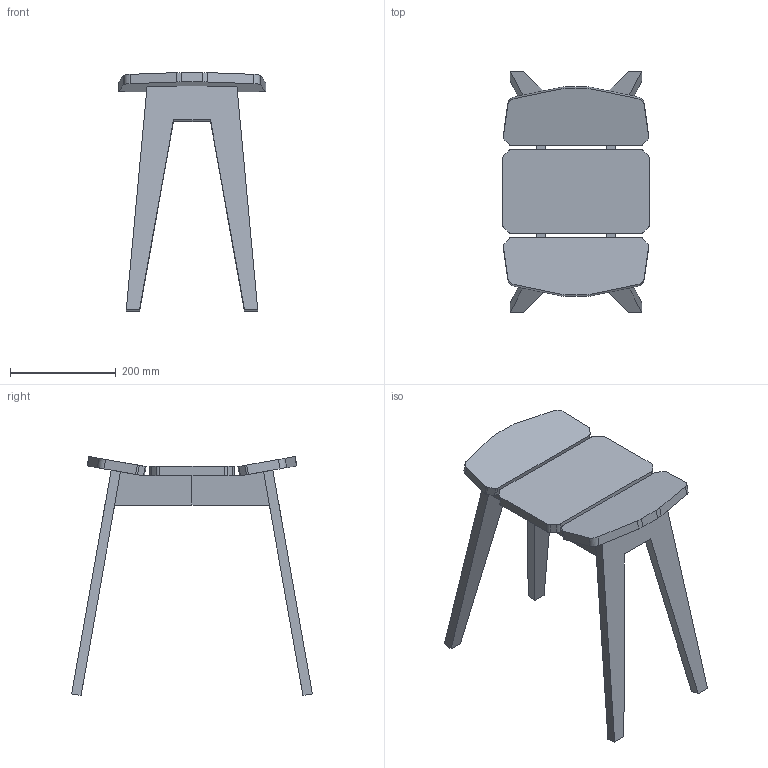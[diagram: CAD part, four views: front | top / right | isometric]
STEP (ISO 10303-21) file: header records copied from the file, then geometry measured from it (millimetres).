
FILE_DESCRIPTION(('FreeCAD Model'),'2;1');
FILE_NAME('StoolSTEP.step', '2015-05-14T19:56:07',('Author'),(''), 'Open CASCADE STEP processor 6.8','FreeCAD','Unknown');
FILE_SCHEMA(('AUTOMOTIVE_DESIGN_CC2 { 1 2 10303 214 -1 1 5 4 }'));
Length unit declared in the file: millimetre
Products named in the file (1): muxedAssembly
Bounding box: 280 x 455.39 x 452.31 mm (x, y, z)
Surface area: 583256.6 mm2 (no closed solid volume)
Topology: 0 solids, 7 shells, 170 faces, 436 edges, 288 vertices
Faces by surface type: plane 146, cylinder 24
Entity records: 10875 total; most frequent: CARTESIAN_POINT 1887, DIRECTION 1678, LINE 1212, VECTOR 1212, ORIENTED_EDGE 872, PCURVE 872, DEFINITIONAL_REPRESENTATION 872, EDGE_CURVE 436
